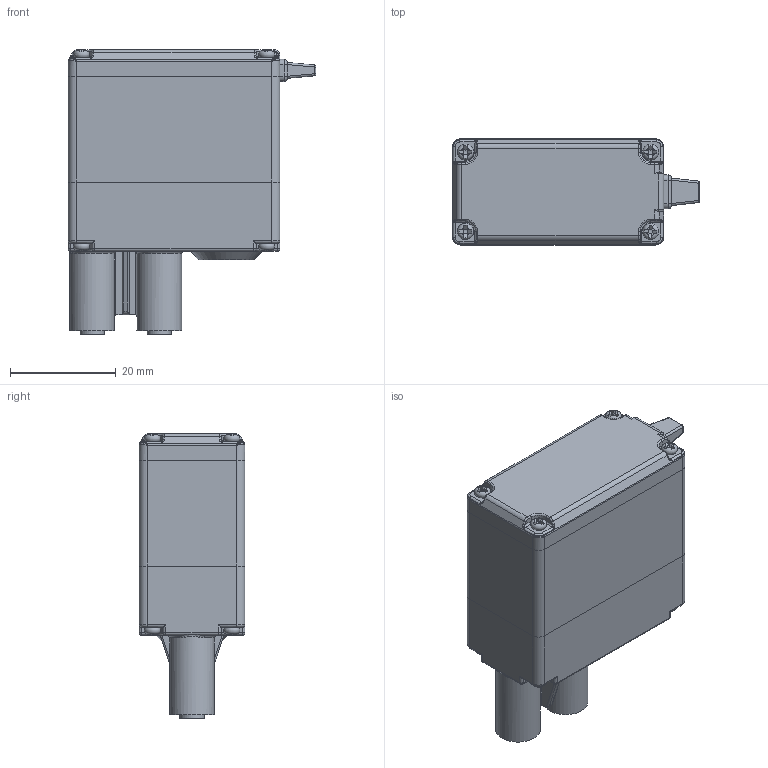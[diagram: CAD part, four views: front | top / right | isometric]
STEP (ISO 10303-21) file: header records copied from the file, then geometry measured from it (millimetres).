
FILE_DESCRIPTION(/* description */ (''),/* implementation_level */ '2;1');
FILE_NAME(/* name */ 'Continuous Rotation 3-Wire Motor.iam.step',/* time_stamp */ '2020-04-16T23:37:24-04:00',/* author */ ('Jordan'),/* organization */ (''),/* preprocessor_version */ 'ST-DEVELOPER v17',/* originating_system */ 'Autodesk Inventor 2019',/* authorisation */ '');
FILE_SCHEMA (('AUTOMOTIVE_DESIGN { 1 0 10303 214 3 1 1 }'));
Length unit declared in the file: inch
Products named in the file (9): Continuous Rotation 3-Wire Motor; Top Housing; Output Gear; Screw Insert Nut; Bottom Plate; Bottom Housing; Screw Top; Wire Support; Screw Bottom
Assembly tree (15 placements, depth 2):
  Continuous Rotation 3-Wire Motor
    Screw Top  x4
    Screw Insert Nut  x2
    Top Housing
    Screw Bottom  x4
    Output Gear
    Bottom Plate
    Bottom Housing
    Wire Support
Bounding box: 46.8 x 20 x 53.77 mm (x, y, z)
Volume: 13103.7 mm3; surface area: 20180 mm2
Topology: 15 solids, 15 shells, 1186 faces, 3302 edges, 2181 vertices
Faces by surface type: plane 561, cylinder 461, torus 88, bspline 43, sphere 20, cone 13
Full cylindrical faces by diameter (mm): 1.6 x4, 1.7 x4, 2 x3, 2.1 x8, 2.2 x2, 3 x1, 3.3 x2, 3.718 x2, 4 x2, 4.5 x4, 4.55 x2, 4.6 x1, 4.958 x2, 5 x1, 5.4 x1, 5.5 x6, 5.8 x1, 6 x3, 7 x1, 8 x1, 8.5 x2, 10 x2, 12 x1, 13.6 x2, 15.6 x1
Entity records: 38724 total; most frequent: CARTESIAN_POINT 11091, DIRECTION 5908, ORIENTED_EDGE 5738, EDGE_CURVE 2869, AXIS2_PLACEMENT_3D 2191, VERTEX_POINT 1881, LINE 1526, VECTOR 1526
